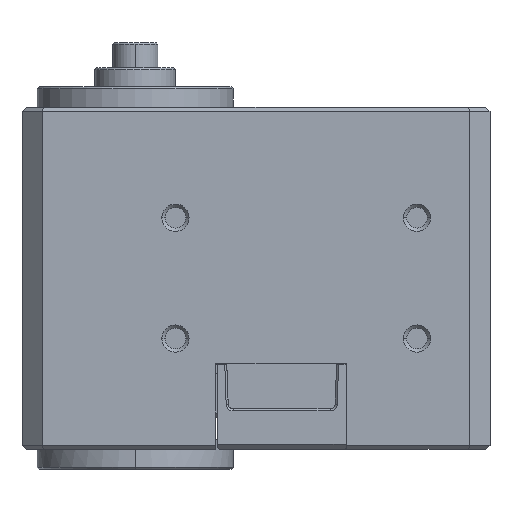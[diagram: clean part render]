
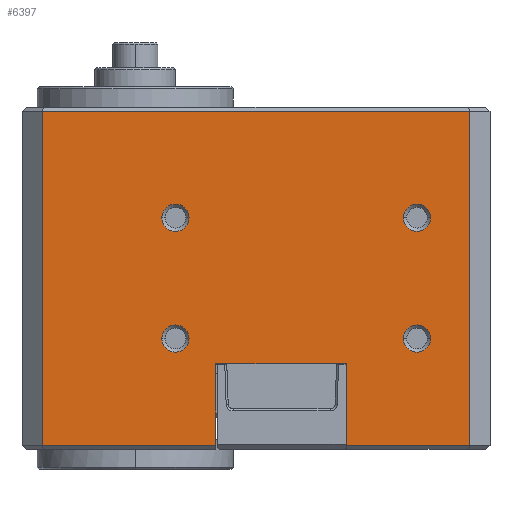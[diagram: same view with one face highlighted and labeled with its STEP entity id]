
A CAD part, left-side view. The second image highlights one B-rep face of the part: STEP entity #6397.
In plain terms, the highlighted planar face has unit normal (-1, 0, 0).
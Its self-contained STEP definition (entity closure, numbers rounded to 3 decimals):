
#1099=DIRECTION('',(0.,-1.,0.));
#1100=VECTOR('',#1099,17.25);
#1101=CARTESIAN_POINT('',(-14.25,9.25,-16.6));
#1102=LINE('',#1101,#1100);
#1477=DIRECTION('',(0.,-1.,0.));
#1478=VECTOR('',#1477,13.);
#1479=CARTESIAN_POINT('',(-14.25,-8.,-8.5));
#1480=LINE('',#1479,#1478);
#1493=DIRECTION('',(0.,0.,1.));
#1494=VECTOR('',#1493,8.1);
#1495=CARTESIAN_POINT('',(-14.25,-21.,-16.6));
#1496=LINE('',#1495,#1494);
#1497=DIRECTION('',(0.,0.,-1.));
#1498=VECTOR('',#1497,8.1);
#1499=CARTESIAN_POINT('',(-14.25,-8.,-8.5));
#1500=LINE('',#1499,#1498);
#1501=DIRECTION('',(0.,0.,1.));
#1502=VECTOR('',#1501,33.2);
#1503=CARTESIAN_POINT('',(-14.25,9.25,-16.6));
#1504=LINE('',#1503,#1502);
#1505=CARTESIAN_POINT('',(-14.25,-4.,6.));
#1506=DIRECTION('',(-1.,0.,0.));
#1507=DIRECTION('',(0.,1.,0.));
#1508=AXIS2_PLACEMENT_3D('',#1505,#1506,#1507);
#1510=CARTESIAN_POINT('',(-14.25,-4.,6.));
#1511=DIRECTION('',(-1.,0.,0.));
#1512=DIRECTION('',(0.,-1.,0.));
#1513=AXIS2_PLACEMENT_3D('',#1510,#1511,#1512);
#1515=CARTESIAN_POINT('',(-14.25,-28.,-6.));
#1516=DIRECTION('',(-1.,0.,0.));
#1517=DIRECTION('',(0.,1.,0.));
#1518=AXIS2_PLACEMENT_3D('',#1515,#1516,#1517);
#1520=CARTESIAN_POINT('',(-14.25,-28.,-6.));
#1521=DIRECTION('',(-1.,0.,0.));
#1522=DIRECTION('',(0.,-1.,0.));
#1523=AXIS2_PLACEMENT_3D('',#1520,#1521,#1522);
#1525=CARTESIAN_POINT('',(-14.25,-28.,6.));
#1526=DIRECTION('',(-1.,0.,0.));
#1527=DIRECTION('',(0.,1.,0.));
#1528=AXIS2_PLACEMENT_3D('',#1525,#1526,#1527);
#1530=CARTESIAN_POINT('',(-14.25,-28.,6.));
#1531=DIRECTION('',(-1.,0.,0.));
#1532=DIRECTION('',(0.,-1.,0.));
#1533=AXIS2_PLACEMENT_3D('',#1530,#1531,#1532);
#1535=CARTESIAN_POINT('',(-14.25,-4.,-6.));
#1536=DIRECTION('',(-1.,0.,0.));
#1537=DIRECTION('',(0.,1.,0.));
#1538=AXIS2_PLACEMENT_3D('',#1535,#1536,#1537);
#1540=CARTESIAN_POINT('',(-14.25,-4.,-6.));
#1541=DIRECTION('',(-1.,0.,0.));
#1542=DIRECTION('',(0.,-1.,0.));
#1543=AXIS2_PLACEMENT_3D('',#1540,#1541,#1542);
#1545=DIRECTION('',(0.,1.,0.));
#1546=VECTOR('',#1545,42.5);
#1547=CARTESIAN_POINT('',(-14.25,-33.25,16.6));
#1548=LINE('',#1547,#1546);
#1561=DIRECTION('',(0.,0.,1.));
#1562=VECTOR('',#1561,33.2);
#1563=CARTESIAN_POINT('',(-14.25,-33.25,-16.6));
#1564=LINE('',#1563,#1562);
#1633=DIRECTION('',(0.,-1.,0.));
#1634=VECTOR('',#1633,12.25);
#1635=CARTESIAN_POINT('',(-14.25,-21.,-16.6));
#1636=LINE('',#1635,#1634);
#3517=CARTESIAN_POINT('',(-14.25,-21.,-16.6));
#3518=VERTEX_POINT('',#3517);
#3521=CARTESIAN_POINT('',(-14.25,-21.,-8.5));
#3522=VERTEX_POINT('',#3521);
#3639=CARTESIAN_POINT('',(-14.25,-33.25,16.6));
#3640=VERTEX_POINT('',#3639);
#3643=CARTESIAN_POINT('',(-14.25,-33.25,-16.6));
#3644=VERTEX_POINT('',#3643);
#3645=CARTESIAN_POINT('',(-14.25,9.25,16.6));
#3646=VERTEX_POINT('',#3645);
#3647=CARTESIAN_POINT('',(-14.25,-8.,-8.5));
#3648=VERTEX_POINT('',#3647);
#3649=CARTESIAN_POINT('',(-14.25,-8.,-16.6));
#3650=VERTEX_POINT('',#3649);
#3651=CARTESIAN_POINT('',(-14.25,9.25,-16.6));
#3652=VERTEX_POINT('',#3651);
#3653=CARTESIAN_POINT('',(-14.25,-2.65,6.));
#3654=CARTESIAN_POINT('',(-14.25,-5.35,6.));
#3655=VERTEX_POINT('',#3653);
#3656=VERTEX_POINT('',#3654);
#3657=CARTESIAN_POINT('',(-14.25,-26.65,-6.));
#3658=CARTESIAN_POINT('',(-14.25,-29.35,-6.));
#3659=VERTEX_POINT('',#3657);
#3660=VERTEX_POINT('',#3658);
#3661=CARTESIAN_POINT('',(-14.25,-26.65,6.));
#3662=CARTESIAN_POINT('',(-14.25,-29.35,6.));
#3663=VERTEX_POINT('',#3661);
#3664=VERTEX_POINT('',#3662);
#3665=CARTESIAN_POINT('',(-14.25,-2.65,-6.));
#3666=CARTESIAN_POINT('',(-14.25,-5.35,-6.));
#3667=VERTEX_POINT('',#3665);
#3668=VERTEX_POINT('',#3666);
#6354=CARTESIAN_POINT('',(-14.25,11.25,-17.));
#6355=DIRECTION('',(-1.,0.,0.));
#6356=DIRECTION('',(0.,-1.,0.));
#6357=AXIS2_PLACEMENT_3D('',#6354,#6355,#6356);
#6358=PLANE('',#6357);
#6360=ORIENTED_EDGE('',*,*,#6359,.F.);
#6362=ORIENTED_EDGE('',*,*,#6361,.F.);
#6364=ORIENTED_EDGE('',*,*,#6363,.F.);
#6366=ORIENTED_EDGE('',*,*,#6365,.T.);
#6367=ORIENTED_EDGE('',*,*,#6345,.F.);
#6368=ORIENTED_EDGE('',*,*,#5018,.T.);
#6369=ORIENTED_EDGE('',*,*,#5896,.F.);
#6370=ORIENTED_EDGE('',*,*,#5921,.T.);
#6371=EDGE_LOOP('',(#6360,#6362,#6364,#6366,#6367,#6368,#6369,#6370));
#6372=FACE_OUTER_BOUND('',#6371,.F.);
#6374=ORIENTED_EDGE('',*,*,#6373,.T.);
#6376=ORIENTED_EDGE('',*,*,#6375,.T.);
#6377=EDGE_LOOP('',(#6374,#6376));
#6378=FACE_BOUND('',#6377,.F.);
#6380=ORIENTED_EDGE('',*,*,#6379,.T.);
#6382=ORIENTED_EDGE('',*,*,#6381,.T.);
#6383=EDGE_LOOP('',(#6380,#6382));
#6384=FACE_BOUND('',#6383,.F.);
#6386=ORIENTED_EDGE('',*,*,#6385,.T.);
#6388=ORIENTED_EDGE('',*,*,#6387,.T.);
#6389=EDGE_LOOP('',(#6386,#6388));
#6390=FACE_BOUND('',#6389,.F.);
#6392=ORIENTED_EDGE('',*,*,#6391,.T.);
#6394=ORIENTED_EDGE('',*,*,#6393,.T.);
#6395=EDGE_LOOP('',(#6392,#6394));
#6396=FACE_BOUND('',#6395,.F.);
#6397=ADVANCED_FACE('',(#6372,#6378,#6384,#6390,#6396),#6358,.T.);
#1509=CIRCLE('',#1508,1.35);
#1514=CIRCLE('',#1513,1.35);
#1519=CIRCLE('',#1518,1.35);
#1524=CIRCLE('',#1523,1.35);
#1529=CIRCLE('',#1528,1.35);
#1534=CIRCLE('',#1533,1.35);
#1539=CIRCLE('',#1538,1.35);
#1544=CIRCLE('',#1543,1.35);
#5018=EDGE_CURVE('',#3648,#3650,#1500,.T.);
#5896=EDGE_CURVE('',#3652,#3650,#1102,.T.);
#5921=EDGE_CURVE('',#3652,#3646,#1504,.T.);
#6345=EDGE_CURVE('',#3648,#3522,#1480,.T.);
#6359=EDGE_CURVE('',#3640,#3646,#1548,.T.);
#6361=EDGE_CURVE('',#3644,#3640,#1564,.T.);
#6363=EDGE_CURVE('',#3518,#3644,#1636,.T.);
#6365=EDGE_CURVE('',#3518,#3522,#1496,.T.);
#6373=EDGE_CURVE('',#3655,#3656,#1509,.T.);
#6375=EDGE_CURVE('',#3656,#3655,#1514,.T.);
#6379=EDGE_CURVE('',#3659,#3660,#1519,.T.);
#6381=EDGE_CURVE('',#3660,#3659,#1524,.T.);
#6385=EDGE_CURVE('',#3663,#3664,#1529,.T.);
#6387=EDGE_CURVE('',#3664,#3663,#1534,.T.);
#6391=EDGE_CURVE('',#3667,#3668,#1539,.T.);
#6393=EDGE_CURVE('',#3668,#3667,#1544,.T.);
